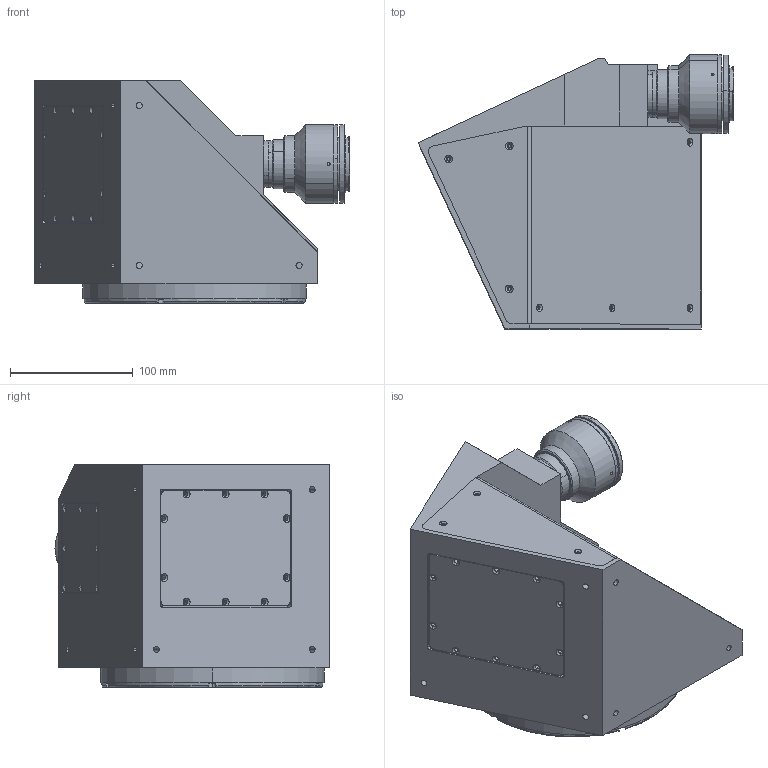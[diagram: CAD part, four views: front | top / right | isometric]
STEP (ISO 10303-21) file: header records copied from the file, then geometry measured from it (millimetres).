
FILE_DESCRIPTION (( 'STEP AP214' ), '1' );
FILE_NAME ('4M120-F.STEP', '2018-04-18T13:18:40', ( '' ), ( '' ), 'SwSTEP 2.0', 'SolidWorks 2017', '' );
FILE_SCHEMA (( 'AUTOMOTIVE_DESIGN' ));
Length unit declared in the file: millimetre
Products named in the file (1): 4M120-F
Bounding box: 257.05 x 223 x 181.4 mm (x, y, z)
Surface area: 250406.7 mm2 (no closed solid volume)
Topology: 0 solids, 12 shells, 353 faces, 1063 edges, 712 vertices
Faces by surface type: cylinder 192, plane 82, cone 72, torus 5, sphere 2
Entity records: 16316 total; most frequent: CARTESIAN_POINT 2571, DIRECTION 2232, ORIENTED_EDGE 1815, EDGE_CURVE 1063, AXIS2_PLACEMENT_3D 859, VERTEX_POINT 712, VECTOR 514, LINE 514
